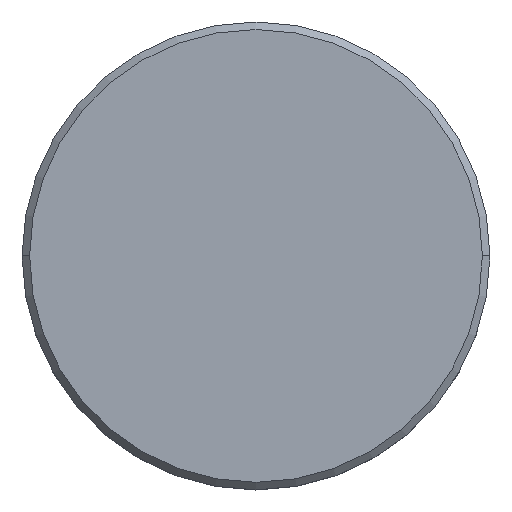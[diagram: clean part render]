
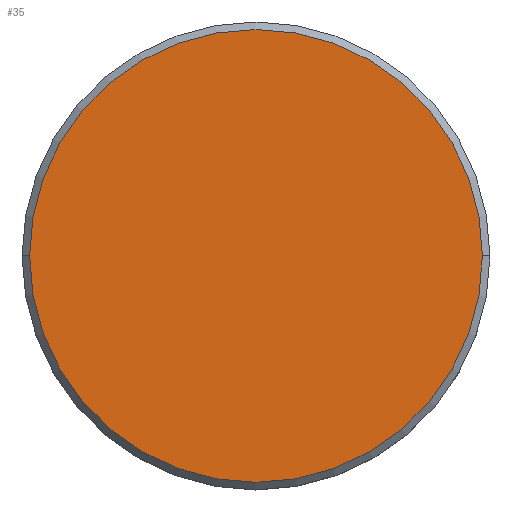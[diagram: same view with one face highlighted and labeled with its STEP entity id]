
A CAD part, top view. The second image highlights one B-rep face of the part: STEP entity #35.
In plain terms, the highlighted planar face has unit normal (0, 0, 1).
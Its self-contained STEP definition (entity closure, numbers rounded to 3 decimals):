
#35 = ADVANCED_FACE ( 'NONE', ( #552 ), #336, .T. ) ;
#207 = DIRECTION ( 'NONE',  ( 0., 0., 1. ) ) ;
#216 = EDGE_CURVE ( 'NONE', #1019, #647, #1074, .T. ) ;
#328 = DIRECTION ( 'NONE',  ( 0., 0., 1. ) ) ;
#336 = PLANE ( 'NONE',  #982 ) ;
#366 = ORIENTED_EDGE ( 'NONE', *, *, #1119, .T. ) ;
#380 = EDGE_LOOP ( 'NONE', ( #796, #366 ) ) ;
#409 = AXIS2_PLACEMENT_3D ( 'NONE', #1158, #328, #688 ) ;
#464 = CIRCLE ( 'NONE', #409, 15. ) ;
#552 = FACE_OUTER_BOUND ( 'NONE', #380, .T. ) ;
#574 = DIRECTION ( 'NONE',  ( 1., 0., 0. ) ) ;
#647 = VERTEX_POINT ( 'NONE', #929 ) ;
#688 = DIRECTION ( 'NONE',  ( 1., 0., 0. ) ) ;
#697 = CARTESIAN_POINT ( 'NONE',  ( 0., 0., 0. ) ) ;
#795 = CARTESIAN_POINT ( 'NONE',  ( -15., 0., 0. ) ) ;
#796 = ORIENTED_EDGE ( 'NONE', *, *, #216, .T. ) ;
#815 = DIRECTION ( 'NONE',  ( 1., 0., 0. ) ) ;
#929 = CARTESIAN_POINT ( 'NONE',  ( 15., 0., 0. ) ) ;
#982 = AXIS2_PLACEMENT_3D ( 'NONE', #697, #1071, #815 ) ;
#1019 = VERTEX_POINT ( 'NONE', #795 ) ;
#1028 = CARTESIAN_POINT ( 'NONE',  ( 0., 0., 0. ) ) ;
#1059 = AXIS2_PLACEMENT_3D ( 'NONE', #1028, #207, #574 ) ;
#1071 = DIRECTION ( 'NONE',  ( 0., 0., 1. ) ) ;
#1074 = CIRCLE ( 'NONE', #1059, 15. ) ;
#1119 = EDGE_CURVE ( 'NONE', #647, #1019, #464, .T. ) ;
#1158 = CARTESIAN_POINT ( 'NONE',  ( 0., 0., 0. ) ) ;
